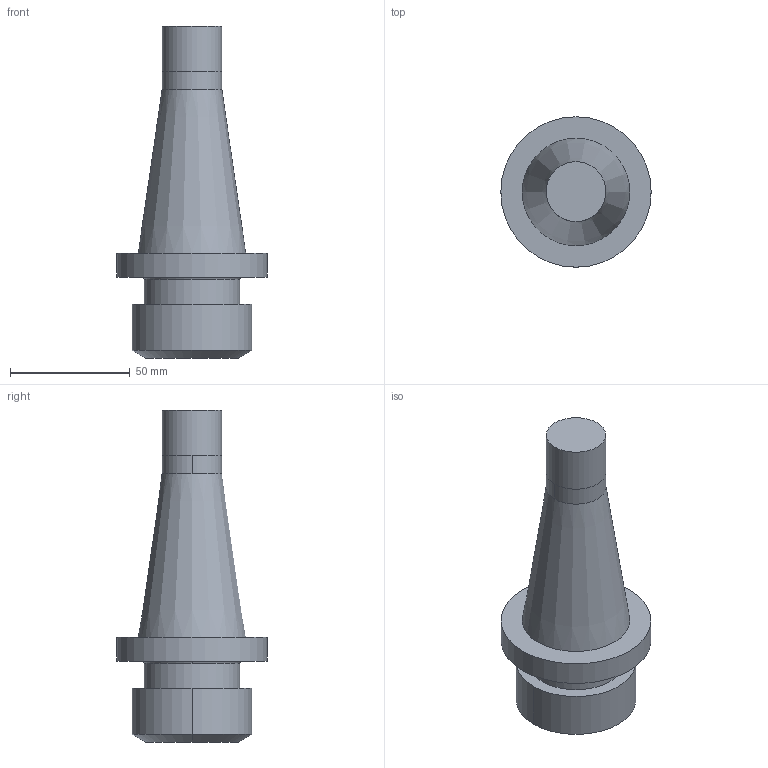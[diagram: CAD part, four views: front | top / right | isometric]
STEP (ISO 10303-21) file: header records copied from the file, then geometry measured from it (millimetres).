
FILE_DESCRIPTION(/* description */ (''),/* implementation_level */ '2;1');
FILE_NAME(/* name */ '208040_CCER32050_205254064ndi000_00_SIM.stp',/* time_stamp */ '2024-04-26T07:18:16+02:00',/* author */ (''),/* organization */ (''),/* preprocessor_version */ 'ST-DEVELOPER v16.7',/* originating_system */ 'SIEMENS PLM Software NX 12.0',/* authorisation */ '');
FILE_SCHEMA (('AUTOMOTIVE_DESIGN { 1 0 10303 214 3 1 1 1 }'));
Length unit declared in the file: millimetre
Products named in the file (1): pf663AB4BB03jaj1
Bounding box: 62.8 x 62.8 x 138.68 mm (x, y, z)
Volume: 167668.8 mm3; surface area: 25333.2 mm2
Topology: 1 solids, 2 shells, 20 faces, 41 edges, 28 vertices
Faces by surface type: plane 7, cylinder 7, cone 4, torus 2
Full cylindrical faces by diameter (mm): 24.96 x1, 40 x1, 62.8 x1
Entity records: 800 total; most frequent: DIRECTION 119, CARTESIAN_POINT 105, ORIENTED_EDGE 88, AXIS2_PLACEMENT_3D 51, EDGE_CURVE 44, VERTEX_POINT 37, EDGE_LOOP 29, CIRCLE 27
